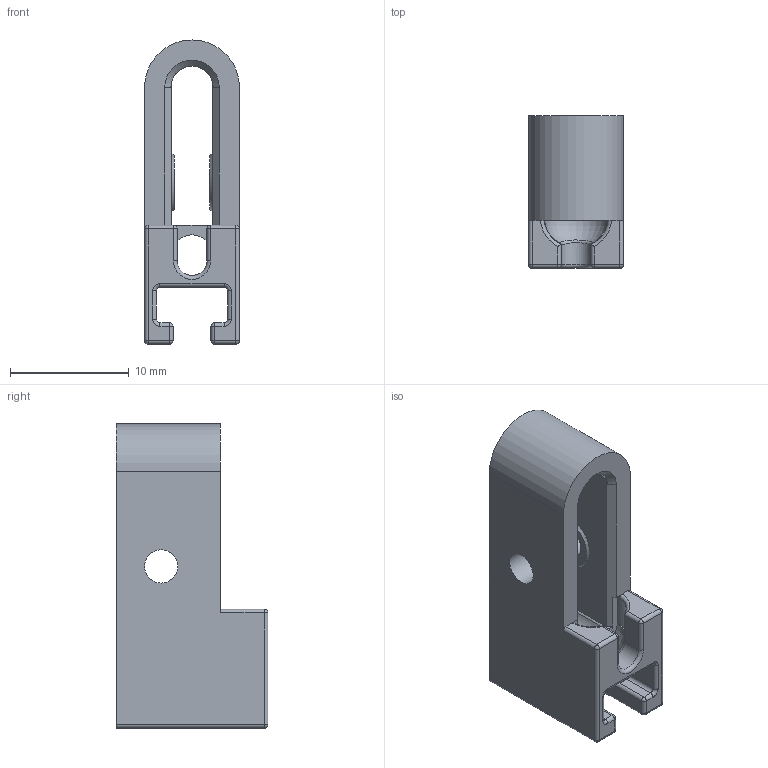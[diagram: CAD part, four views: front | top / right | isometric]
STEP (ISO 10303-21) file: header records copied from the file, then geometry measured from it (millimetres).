
FILE_DESCRIPTION(/* description */ ('STEP AP242','CAx-IF Rec.Pracs.---Representation and Presentation of Product Manufacturing Information (PMI)---4.0---2014-10-13','CAx-IF Rec.Pracs.---3D Tessellated Geometry---0.4---2014-09-14','2;1'),/* implementation_level */ '2;1');
FILE_NAME(/* name */ '677ef89b8211fd2bae35c489',/* time_stamp */ '2025-01-08T22:13:48Z',/* author */ (''),/* organization */ (''),/* preprocessor_version */ 'ST-DEVELOPER v20',/* originating_system */ 'ONSHAPE BY PTC INC, 1.191',/* authorisation */ ' ');
FILE_SCHEMA (('AP242_MANAGED_MODEL_BASED_3D_ENGINEERING_MIM_LF { 1 0 10303 442 1 1 4 }'));
Length unit declared in the file: metre
Products named in the file (1): Slide
Bounding box: 8 x 12.8 x 25.62 mm (x, y, z)
Volume: 1141.8 mm3; surface area: 1529.2 mm2
Topology: 1 solids, 1 shells, 99 faces, 260 edges, 153 vertices
Faces by surface type: cylinder 39, plane 33, sphere 10, torus 8, cone 6, bspline 3
Full cylindrical faces by diameter (mm): 2.8 x2, 3.4 x1
Entity records: 3010 total; most frequent: CARTESIAN_POINT 639, DIRECTION 510, ORIENTED_EDGE 476, EDGE_CURVE 238, AXIS2_PLACEMENT_3D 198, VERTEX_POINT 148, LINE 114, VECTOR 114
